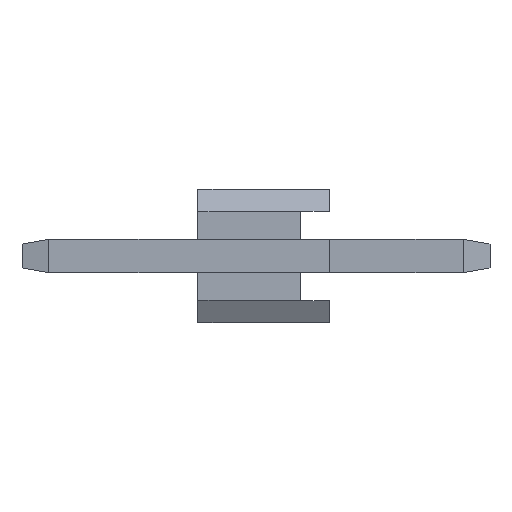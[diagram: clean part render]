
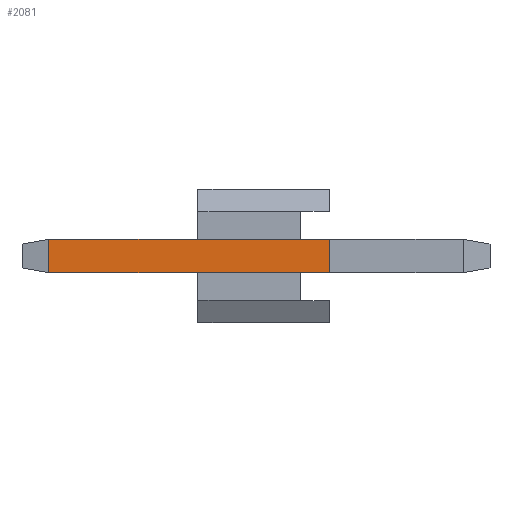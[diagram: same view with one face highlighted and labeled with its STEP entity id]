
A CAD part, left-side view. The second image highlights one B-rep face of the part: STEP entity #2081.
In plain terms, the highlighted planar face has unit normal (-1, 0, 0).
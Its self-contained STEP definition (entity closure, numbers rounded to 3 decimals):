
#45 = EDGE_CURVE ( 'NONE', #253, #1025, #1098, .T. ) ;
#46 = DIRECTION ( 'NONE',  ( 0., 0., 1. ) ) ;
#123 = EDGE_LOOP ( 'NONE', ( #1654, #1818, #335, #2114 ) ) ;
#149 = AXIS2_PLACEMENT_3D ( 'NONE', #1026, #664, #1370 ) ;
#253 = VERTEX_POINT ( 'NONE', #1197 ) ;
#335 = ORIENTED_EDGE ( 'NONE', *, *, #455, .T. ) ;
#365 = VECTOR ( 'NONE', #46, 1000. ) ;
#407 = LINE ( 'NONE', #1081, #2295 ) ;
#443 = CARTESIAN_POINT ( 'NONE',  ( -0.317, 0., -0.318 ) ) ;
#455 = EDGE_CURVE ( 'NONE', #719, #1863, #407, .T. ) ;
#526 = EDGE_CURVE ( 'NONE', #1863, #1025, #2336, .T. ) ;
#664 = DIRECTION ( 'NONE',  ( 1., 0., 0. ) ) ;
#703 = VECTOR ( 'NONE', #1110, 1000. ) ;
#719 = VERTEX_POINT ( 'NONE', #1030 ) ;
#822 = LINE ( 'NONE', #1701, #2145 ) ;
#840 = PLANE ( 'NONE',  #149 ) ;
#901 = CARTESIAN_POINT ( 'NONE',  ( -0.317, 0., 0.318 ) ) ;
#1025 = VERTEX_POINT ( 'NONE', #901 ) ;
#1026 = CARTESIAN_POINT ( 'NONE',  ( -0.317, 5.842, 0.318 ) ) ;
#1030 = CARTESIAN_POINT ( 'NONE',  ( -0.317, 5.334, -0.318 ) ) ;
#1051 = FACE_OUTER_BOUND ( 'NONE', #123, .T. ) ;
#1081 = CARTESIAN_POINT ( 'NONE',  ( -0.317, 5.842, -0.318 ) ) ;
#1098 = LINE ( 'NONE', #1256, #703 ) ;
#1110 = DIRECTION ( 'NONE',  ( 0., -1., 0. ) ) ;
#1177 = DIRECTION ( 'NONE',  ( 0., 0., -1. ) ) ;
#1197 = CARTESIAN_POINT ( 'NONE',  ( -0.317, 5.334, 0.318 ) ) ;
#1256 = CARTESIAN_POINT ( 'NONE',  ( -0.317, 5.842, 0.318 ) ) ;
#1275 = CARTESIAN_POINT ( 'NONE',  ( -0.317, 0., 0.318 ) ) ;
#1370 = DIRECTION ( 'NONE',  ( 0., 0., -1. ) ) ;
#1505 = EDGE_CURVE ( 'NONE', #253, #719, #822, .T. ) ;
#1654 = ORIENTED_EDGE ( 'NONE', *, *, #45, .F. ) ;
#1701 = CARTESIAN_POINT ( 'NONE',  ( -0.317, 5.334, 0.318 ) ) ;
#1788 = DIRECTION ( 'NONE',  ( 0., -1., 0. ) ) ;
#1818 = ORIENTED_EDGE ( 'NONE', *, *, #1505, .T. ) ;
#1863 = VERTEX_POINT ( 'NONE', #443 ) ;
#2081 = ADVANCED_FACE ( 'NONE', ( #1051 ), #840, .F. ) ;
#2114 = ORIENTED_EDGE ( 'NONE', *, *, #526, .T. ) ;
#2145 = VECTOR ( 'NONE', #1177, 1000. ) ;
#2295 = VECTOR ( 'NONE', #1788, 1000. ) ;
#2336 = LINE ( 'NONE', #1275, #365 ) ;
